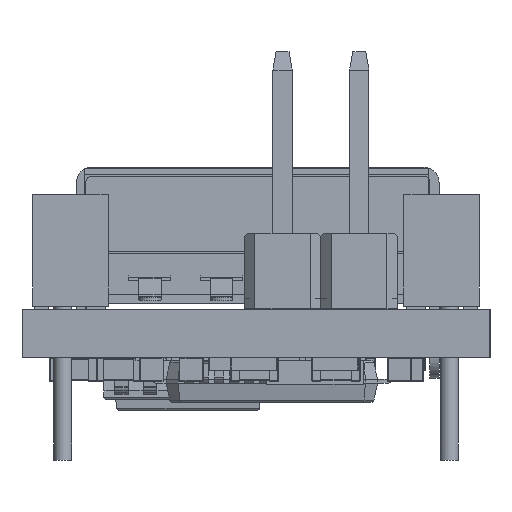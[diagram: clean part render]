
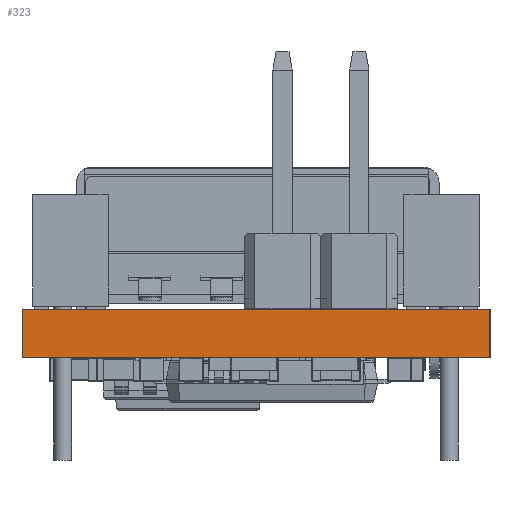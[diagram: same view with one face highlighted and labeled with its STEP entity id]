
A CAD part, left-side view. The second image highlights one B-rep face of the part: STEP entity #323.
In plain terms, the highlighted planar face has unit normal (-1, 0, 0).
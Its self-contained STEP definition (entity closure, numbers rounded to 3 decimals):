
#225 = EDGE_CURVE('',#226,#228,#230,.T.);
#226 = VERTEX_POINT('',#227);
#227 = CARTESIAN_POINT('',(0.,0.,0.));
#228 = VERTEX_POINT('',#229);
#229 = CARTESIAN_POINT('',(0.,0.,1.591));
#230 = LINE('',#231,#232);
#231 = CARTESIAN_POINT('',(0.,0.,0.));
#232 = VECTOR('',#233,1.);
#233 = DIRECTION('',(0.,0.,1.));
#298 = VERTEX_POINT('',#299);
#299 = CARTESIAN_POINT('',(0.,15.5,1.591));
#305 = EDGE_CURVE('',#306,#298,#308,.T.);
#306 = VERTEX_POINT('',#307);
#307 = CARTESIAN_POINT('',(0.,15.5,0.));
#308 = LINE('',#309,#310);
#309 = CARTESIAN_POINT('',(0.,15.5,0.));
#310 = VECTOR('',#311,1.);
#311 = DIRECTION('',(0.,0.,1.));
#323 = ADVANCED_FACE('',(#324),#340,.F.);
#324 = FACE_BOUND('',#325,.F.);
#325 = EDGE_LOOP('',(#326,#327,#333,#334));
#326 = ORIENTED_EDGE('',*,*,#305,.T.);
#327 = ORIENTED_EDGE('',*,*,#328,.T.);
#328 = EDGE_CURVE('',#298,#228,#329,.T.);
#329 = LINE('',#330,#331);
#330 = CARTESIAN_POINT('',(0.,15.5,1.591));
#331 = VECTOR('',#332,1.);
#332 = DIRECTION('',(0.,-1.,0.));
#333 = ORIENTED_EDGE('',*,*,#225,.F.);
#334 = ORIENTED_EDGE('',*,*,#335,.F.);
#335 = EDGE_CURVE('',#306,#226,#336,.T.);
#336 = LINE('',#337,#338);
#337 = CARTESIAN_POINT('',(0.,15.5,0.));
#338 = VECTOR('',#339,1.);
#339 = DIRECTION('',(0.,-1.,0.));
#340 = PLANE('',#341);
#341 = AXIS2_PLACEMENT_3D('',#342,#343,#344);
#342 = CARTESIAN_POINT('',(0.,15.5,0.));
#343 = DIRECTION('',(1.,0.,0.));
#344 = DIRECTION('',(0.,-1.,0.));
